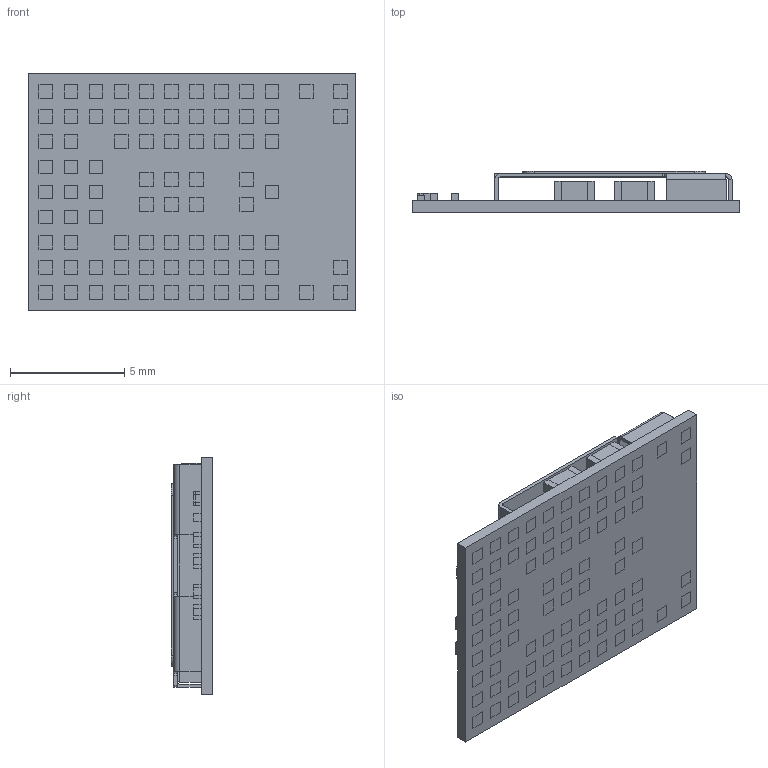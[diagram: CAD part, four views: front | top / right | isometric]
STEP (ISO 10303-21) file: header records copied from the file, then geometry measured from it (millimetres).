
FILE_DESCRIPTION (( 'STEP AP214' ), '1' );
FILE_NAME ('NORA-B106-00B.STEP', '2025-03-12T14:23:09', ( 'LENOVO' ), ( '' ), 'SwSTEP 2.0', 'SolidWorks 2021', '' );
FILE_SCHEMA (( 'AUTOMOTIVE_DESIGN' ));
Length unit declared in the file: millimetre
Products named in the file (2): NORA-B106-00B_NORA-B106-00B; NORA-B106-00B
Assembly tree (1 placements, depth 2):
  NORA-B106-00B
    NORA-B106-00B_NORA-B106-00B
Bounding box: 14.3 x 1.8 x 10.4 mm (x, y, z)
Volume: 101.5 mm3; surface area: 868.1 mm2
Topology: 112 solids, 112 shells, 1162 faces, 2552 edges, 1696 vertices
Faces by surface type: plane 1129, cylinder 33
Entity records: 32310 total; most frequent: CARTESIAN_POINT 5414, ORIENTED_EDGE 5104, DIRECTION 4950, EDGE_CURVE 2552, LINE 2486, VECTOR 2486, VERTEX_POINT 1696, EDGE_LOOP 1244
